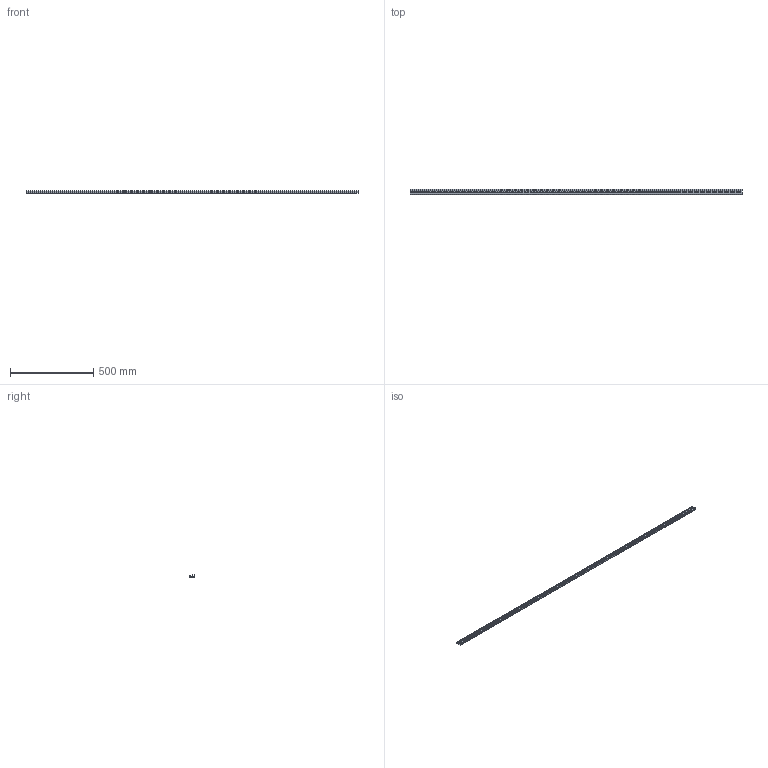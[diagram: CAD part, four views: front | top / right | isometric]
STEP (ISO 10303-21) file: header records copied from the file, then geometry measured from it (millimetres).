
FILE_DESCRIPTION(('CATIA V5 STEP Exchange','CAx-IF Rec.Pracs.--- Model Styling and Organization---1.4--- 2014-01-23'),'2;1');
FILE_NAME ('002193-2_3_0514400000_0514400000.stp','2023-02-07T11:58:23+00:00',('none'),('Weidmueller'),'CATIA Version 5-6 Release 2016 SP3 HF44','CATIA V5 STEP AP214','none');
FILE_SCHEMA(('AUTOMOTIVE_DESIGN { 1 0 10303 214 1 1 1 1 }'));
Length unit declared in the file: millimetre
Products named in the file (1): TS 32X15_LL 1M/ST/ZN
Bounding box: 2000 x 32 x 15 mm (x, y, z)
Volume: 171996.9 mm3; surface area: 240160.4 mm2
Topology: 1 solids, 1 shells, 246 faces, 732 edges, 488 vertices
Faces by surface type: plane 127, cylinder 119
Entity records: 7796 total; most frequent: ORIENTED_EDGE 1464, CARTESIAN_POINT 1392, DIRECTION 997, EDGE_CURVE 732, VECTOR 494, LINE 494, VERTEX_POINT 488, AXIS2_PLACEMENT_3D 368
